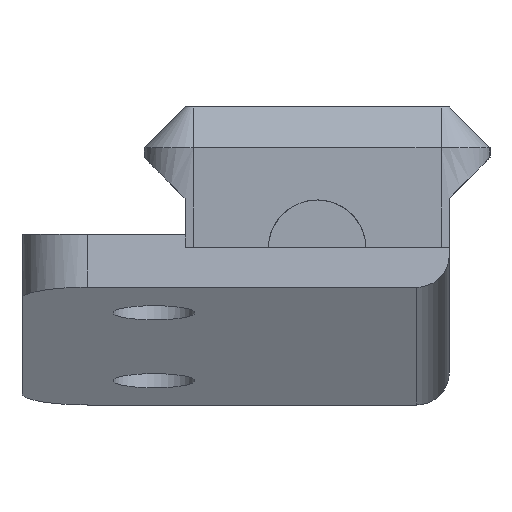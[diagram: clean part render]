
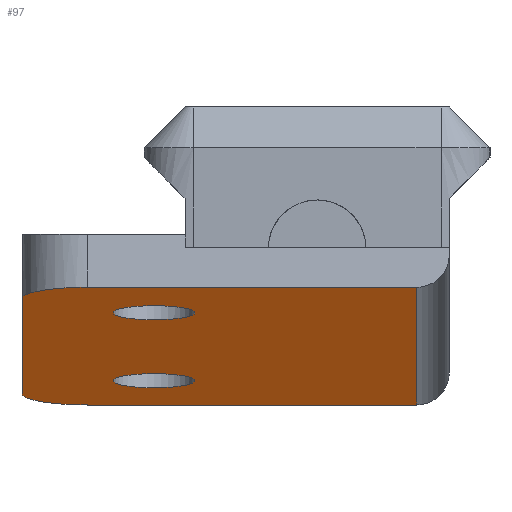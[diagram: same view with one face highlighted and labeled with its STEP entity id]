
A CAD part, left-side view. The second image highlights one B-rep face of the part: STEP entity #97.
In plain terms, the highlighted planar face has unit normal (-0.174, 0, -0.985).
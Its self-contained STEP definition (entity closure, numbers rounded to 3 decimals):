
#21 = EDGE_CURVE('',#22,#24,#26,.T.);
#22 = VERTEX_POINT('',#23);
#23 = CARTESIAN_POINT('',(20.759,14.105,-2.462));
#24 = VERTEX_POINT('',#25);
#25 = CARTESIAN_POINT('',(20.759,-6.105,-2.462));
#26 = LINE('',#27,#28);
#27 = CARTESIAN_POINT('',(20.759,18.105,-2.462));
#28 = VECTOR('',#29,1.);
#29 = DIRECTION('',(0.,-1.,0.));
#97 = ADVANCED_FACE('',(#98,#141,#152),#163,.F.);
#98 = FACE_BOUND('',#99,.F.);
#99 = EDGE_LOOP('',(#100,#101,#109,#117,#126,#134));
#100 = ORIENTED_EDGE('',*,*,#21,.T.);
#101 = ORIENTED_EDGE('',*,*,#102,.T.);
#102 = EDGE_CURVE('',#24,#103,#105,.T.);
#103 = VERTEX_POINT('',#104);
#104 = CARTESIAN_POINT('',(61.711,-6.105,-9.683));
#105 = LINE('',#106,#107);
#106 = CARTESIAN_POINT('',(20.759,-6.105,-2.462));
#107 = VECTOR('',#108,1.);
#108 = DIRECTION('',(0.985,0.,-0.174));
#109 = ORIENTED_EDGE('',*,*,#110,.T.);
#110 = EDGE_CURVE('',#103,#111,#113,.T.);
#111 = VERTEX_POINT('',#112);
#112 = CARTESIAN_POINT('',(61.711,14.105,-9.683));
#113 = LINE('',#114,#115);
#114 = CARTESIAN_POINT('',(61.711,-8.105,-9.683));
#115 = VECTOR('',#116,1.);
#116 = DIRECTION('',(0.,1.,-0.));
#117 = ORIENTED_EDGE('',*,*,#118,.F.);
#118 = EDGE_CURVE('',#119,#111,#121,.T.);
#119 = VERTEX_POINT('',#120);
#120 = CARTESIAN_POINT('',(57.772,18.105,-8.988));
#121 = CIRCLE('',#122,4.);
#122 = AXIS2_PLACEMENT_3D('',#123,#124,#125);
#123 = CARTESIAN_POINT('',(57.772,14.105,-8.988));
#124 = DIRECTION('',(-0.174,-0.,-0.985));
#125 = DIRECTION('',(0.985,0.,-0.174));
#126 = ORIENTED_EDGE('',*,*,#127,.T.);
#127 = EDGE_CURVE('',#119,#128,#130,.T.);
#128 = VERTEX_POINT('',#129);
#129 = CARTESIAN_POINT('',(24.698,18.105,-3.157));
#130 = LINE('',#131,#132);
#131 = CARTESIAN_POINT('',(61.711,18.105,-9.683));
#132 = VECTOR('',#133,1.);
#133 = DIRECTION('',(-0.985,0.,0.174));
#134 = ORIENTED_EDGE('',*,*,#135,.F.);
#135 = EDGE_CURVE('',#22,#128,#136,.T.);
#136 = CIRCLE('',#137,4.);
#137 = AXIS2_PLACEMENT_3D('',#138,#139,#140);
#138 = CARTESIAN_POINT('',(24.698,14.105,-3.157));
#139 = DIRECTION('',(-0.174,-0.,-0.985));
#140 = DIRECTION('',(0.985,0.,-0.174));
#141 = FACE_BOUND('',#142,.F.);
#142 = EDGE_LOOP('',(#143));
#143 = ORIENTED_EDGE('',*,*,#144,.T.);
#144 = EDGE_CURVE('',#145,#145,#147,.T.);
#145 = VERTEX_POINT('',#146);
#146 = CARTESIAN_POINT('',(27.16,10.,-3.591));
#147 = CIRCLE('',#148,2.5);
#148 = AXIS2_PLACEMENT_3D('',#149,#150,#151);
#149 = CARTESIAN_POINT('',(29.622,10.,-4.025));
#150 = DIRECTION('',(-0.174,0.,-0.985
    ));
#151 = DIRECTION('',(-0.985,0.,0.174));
#152 = FACE_BOUND('',#153,.F.);
#153 = EDGE_LOOP('',(#154));
#154 = ORIENTED_EDGE('',*,*,#155,.T.);
#155 = EDGE_CURVE('',#156,#156,#158,.T.);
#156 = VERTEX_POINT('',#157);
#157 = CARTESIAN_POINT('',(50.796,10.,-7.758));
#158 = CIRCLE('',#159,2.5);
#159 = AXIS2_PLACEMENT_3D('',#160,#161,#162);
#160 = CARTESIAN_POINT('',(53.258,10.,-8.192));
#161 = DIRECTION('',(-0.174,0.,-0.985
    ));
#162 = DIRECTION('',(-0.985,0.,0.174));
#163 = PLANE('',#164);
#164 = AXIS2_PLACEMENT_3D('',#165,#166,#167);
#165 = CARTESIAN_POINT('',(41.235,5.,-6.072));
#166 = DIRECTION('',(0.174,0.,0.985));
#167 = DIRECTION('',(0.985,0.,-0.174));
